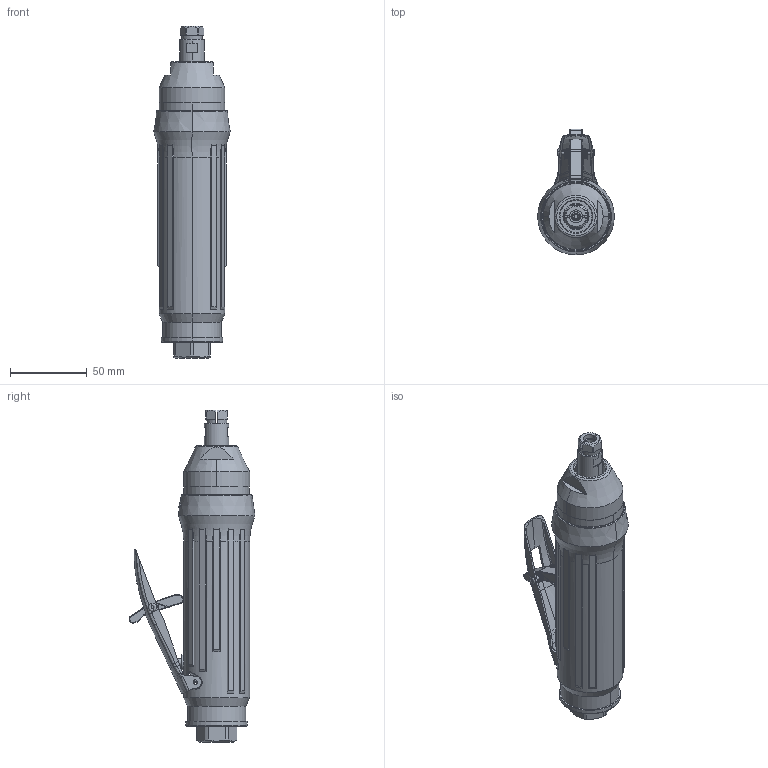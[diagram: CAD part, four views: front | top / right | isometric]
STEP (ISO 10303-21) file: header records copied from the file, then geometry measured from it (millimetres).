
FILE_DESCRIPTION((''),'2;1');
FILE_NAME('TMP12011_SW','2011-08-19T',('tooextcsr'),(''),'PRO/ENGINEER BY PARAMETRIC TECHNOLOGY CORPORATION, 2008310','PRO/ENGINEER BY PARAMETRIC TECHNOLOGY CORPORATION, 2008310','');
FILE_SCHEMA(('CONFIG_CONTROL_DESIGN', 'GEOMETRIC_VALIDATION_PROPERTIES_MIM'));
Length unit declared in the file: millimetre
Products named in the file (1): TMP12011_SW
Bounding box: 50 x 82.16 x 216.51 mm (x, y, z)
Surface area: 43302.2 mm2 (no closed solid volume)
Topology: 0 solids, 32 shells, 312 faces, 1488 edges, 1177 vertices
Faces by surface type: plane 126, cylinder 61, bspline 61, cone 40, torus 15, extrusion 8, sphere 1
Entity records: 25457 total; most frequent: CARTESIAN_POINT 10554, DIRECTION 2497, ORIENTED_EDGE 2068, EDGE_CURVE 1487, VERTEX_POINT 1177, AXIS2_PLACEMENT_3D 1036, CIRCLE 793, EDGE_LOOP 527
